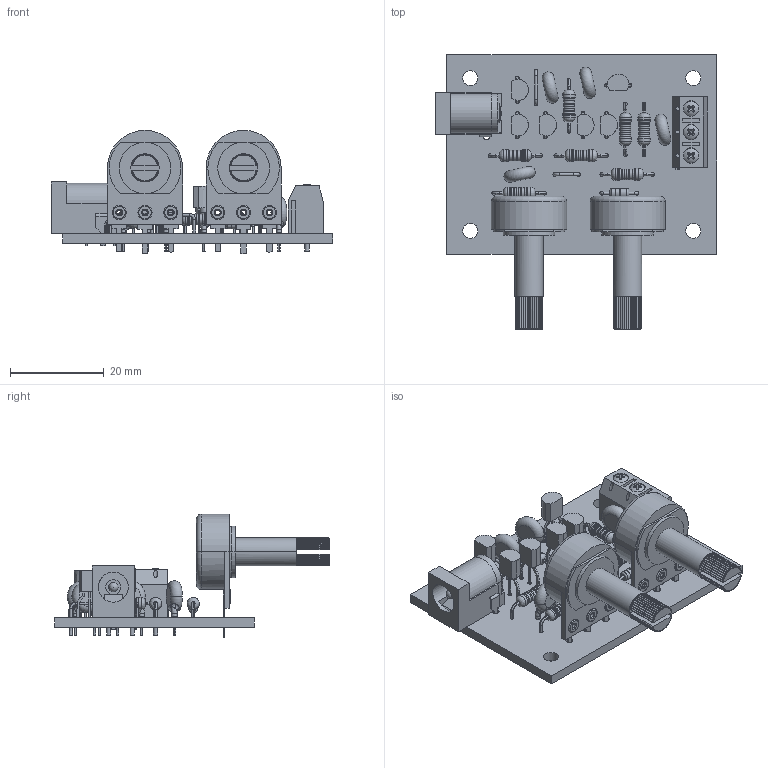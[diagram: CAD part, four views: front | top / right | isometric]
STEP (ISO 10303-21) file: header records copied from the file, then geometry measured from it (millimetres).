
FILE_DESCRIPTION(('Open CASCADE Model'),'2;1');
FILE_NAME('Open CASCADE Shape Model','2024-11-13T18:32:33',('Author'),( 'Open CASCADE'),'Open CASCADE STEP processor 7.5','Open CASCADE 7.5' ,'Unknown');
FILE_SCHEMA(('AUTOMOTIVE_DESIGN { 1 0 10303 214 1 1 1 1 }'));
Length unit declared in the file: millimetre
Products named in the file (60): PCB; Board; Open CASCADE STEP translator 7.5 6.1.1; XS1; DC_Power_Jack_PCB_Mounted_2.1mm; Plastic_Body_1of2; Plastic_Body_2of2; PIN_01; PIN_03; PIN_02; Boner; Designator4; jumper; Designator3; jumper_7mm; VT6; TO-92 Formed Leads; VT4; VT3; VT2; R7; axial_resistor_L6.8_D2.6_PinD0.6_Pitch10.8_brown; R8; VT5; R3; RP1; potenciometro bk10_RGB8421504; RP2; XS2; KF301-3P_v1_red; case; Terminal3; Screw1; VT1; VD1; DO-35 (1); Fillet; Cylinder001; Cylinder002; D_DO-35_SOD27_P7.62mm_Horizontal003 ...
Assembly tree (132 placements, depth 4):
  PCB
    Board
      Open CASCADE STEP translator 7.5 6.1.1
    XS1
      DC_Power_Jack_PCB_Mounted_2.1mm
        Plastic_Body_1of2
        Plastic_Body_2of2
        PIN_01
        PIN_03
        PIN_02
        Boner
    Designator4
      jumper
    Designator3
      jumper_7mm
    VT6
      TO-92 Formed Leads
    VT4
      TO-92 Formed Leads
    VT3
      TO-92 Formed Leads
    VT2
      TO-92 Formed Leads
    R7
      axial_resistor_L6.8_D2.6_PinD0.6_Pitch10.8_brown
      axial_resistor_L6.8_D2.6_PinD0.6_Pitch10.8_brown
      axial_resistor_L6.8_D2.6_PinD0.6_Pitch10.8_brown
      axial_resistor_L6.8_D2.6_PinD0.6_Pitch10.8_brown
      axial_resistor_L6.8_D2.6_PinD0.6_Pitch10.8_brown
      axial_resistor_L6.8_D2.6_PinD0.6_Pitch10.8_brown
      axial_resistor_L6.8_D2.6_PinD0.6_Pitch10.8_brown
      axial_resistor_L6.8_D2.6_PinD0.6_Pitch10.8_brown
      axial_resistor_L6.8_D2.6_PinD0.6_Pitch10.8_brown
      axial_resistor_L6.8_D2.6_PinD0.6_Pitch10.8_brown
    R8
      axial_resistor_L6.8_D2.6_PinD0.6_Pitch10.8_brown
      axial_resistor_L6.8_D2.6_PinD0.6_Pitch10.8_brown
      axial_resistor_L6.8_D2.6_PinD0.6_Pitch10.8_brown
      axial_resistor_L6.8_D2.6_PinD0.6_Pitch10.8_brown
      axial_resistor_L6.8_D2.6_PinD0.6_Pitch10.8_brown
      axial_resistor_L6.8_D2.6_PinD0.6_Pitch10.8_brown
      axial_resistor_L6.8_D2.6_PinD0.6_Pitch10.8_brown
      axial_resistor_L6.8_D2.6_PinD0.6_Pitch10.8_brown
      axial_resistor_L6.8_D2.6_PinD0.6_Pitch10.8_brown
      axial_resistor_L6.8_D2.6_PinD0.6_Pitch10.8_brown
    VT5
      TO-92 Formed Leads
    R3
      axial_resistor_L6.8_D2.6_PinD0.6_Pitch10.8_brown
      axial_resistor_L6.8_D2.6_PinD0.6_Pitch10.8_brown
      axial_resistor_L6.8_D2.6_PinD0.6_Pitch10.8_brown
      axial_resistor_L6.8_D2.6_PinD0.6_Pitch10.8_brown
      axial_resistor_L6.8_D2.6_PinD0.6_Pitch10.8_brown
      axial_resistor_L6.8_D2.6_PinD0.6_Pitch10.8_brown
      axial_resistor_L6.8_D2.6_PinD0.6_Pitch10.8_brown
      axial_resistor_L6.8_D2.6_PinD0.6_Pitch10.8_brown
      axial_resistor_L6.8_D2.6_PinD0.6_Pitch10.8_brown
      axial_resistor_L6.8_D2.6_PinD0.6_Pitch10.8_brown
    RP1
      potenciometro bk10_RGB8421504
Bounding box: 59.98 x 58.5 x 26.27 mm (x, y, z)
Volume: 11755.5 mm3; surface area: 14821.7 mm2
Topology: 130 solids, 130 shells, 1816 faces, 4257 edges, 2804 vertices
Faces by surface type: plane 877, cylinder 518, bspline 234, torus 106, revolution 60, cone 15, sphere 6
Full cylindrical faces by diameter (mm): 0.5 x3, 0.6 x6, 0.8 x49, 0.9 x3, 1 x3, 1.5 x9, 1.6 x3, 1.8 x3, 2 x9, 2.01 x1, 2.012 x1, 2.27 x42, 2.6 x21, 3 x3, 3.2 x9, 3.3 x3, 6.4 x1
Entity records: 30794 total; most frequent: CARTESIAN_POINT 9134, DIRECTION 3903, ORIENTED_EDGE 3692, EDGE_CURVE 1846, AXIS2_PLACEMENT_3D 1435, VERTEX_POINT 1183, LINE 1023, VECTOR 1023
